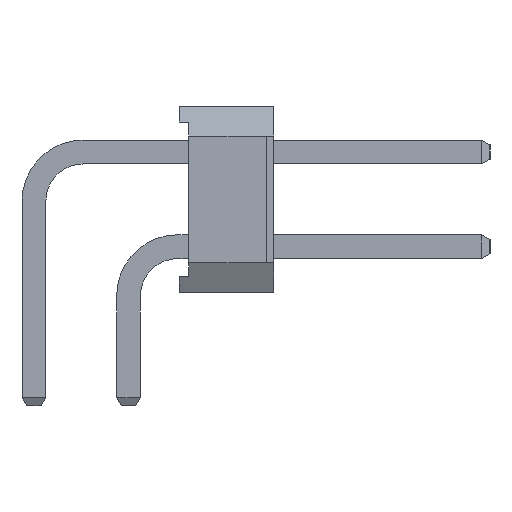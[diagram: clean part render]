
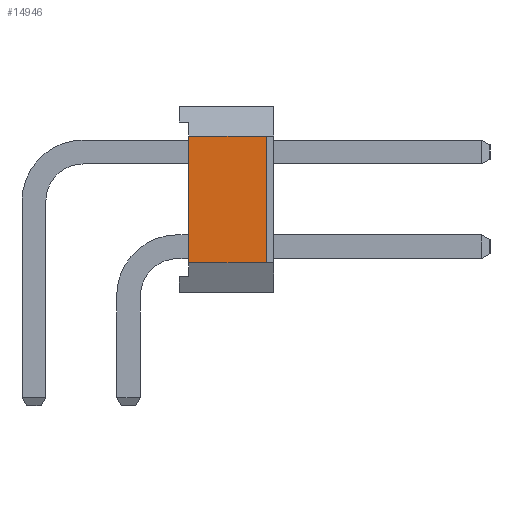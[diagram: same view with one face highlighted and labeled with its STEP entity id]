
A CAD part, left-side view. The second image highlights one B-rep face of the part: STEP entity #14946.
In plain terms, the highlighted planar face has unit normal (-1, 0, 0).
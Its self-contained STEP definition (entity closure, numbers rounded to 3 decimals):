
#880=FACE_OUTER_BOUND('',#1740,.T.);
#1740=EDGE_LOOP('',(#10192,#10193,#10194,#10195));
#2600=LINE('',#20666,#4576);
#2718=LINE('',#20924,#4694);
#2733=LINE('',#20950,#4709);
#2734=LINE('',#20952,#4710);
#4576=VECTOR('',#16754,3.4);
#4694=VECTOR('',#16988,3.4);
#4709=VECTOR('',#17013,2.09);
#4710=VECTOR('',#17016,2.09);
#6551=VERTEX_POINT('',#20663);
#6552=VERTEX_POINT('',#20665);
#6633=VERTEX_POINT('',#20922);
#6634=VERTEX_POINT('',#20923);
#7852=EDGE_CURVE('',#6552,#6551,#2600,.T.);
#7978=EDGE_CURVE('',#6633,#6634,#2718,.T.);
#7993=EDGE_CURVE('',#6551,#6634,#2733,.T.);
#7994=EDGE_CURVE('',#6552,#6633,#2734,.T.);
#10192=ORIENTED_EDGE('',*,*,#7852,.T.);
#10193=ORIENTED_EDGE('',*,*,#7993,.T.);
#10194=ORIENTED_EDGE('',*,*,#7978,.F.);
#10195=ORIENTED_EDGE('',*,*,#7994,.F.);
#14136=PLANE('',#15839);
#14946=ADVANCED_FACE('',(#880),#14136,.T.);
#15839=AXIS2_PLACEMENT_3D('',#20951,#17014,#17015);
#16754=DIRECTION('',(0.,0.,-1.));
#16988=DIRECTION('',(0.,0.,-1.));
#17013=DIRECTION('',(0.,-1.,0.));
#17014=DIRECTION('center_axis',(-1.,0.,0.));
#17015=DIRECTION('ref_axis',(0.,0.,-1.));
#17016=DIRECTION('',(0.,-1.,0.));
#20663=CARTESIAN_POINT('',(-1.27,-0.25,-1.7));
#20665=CARTESIAN_POINT('',(-1.27,-0.25,1.7));
#20666=CARTESIAN_POINT('',(-1.27,-0.25,1.7));
#20922=CARTESIAN_POINT('',(-1.27,-2.34,1.7));
#20923=CARTESIAN_POINT('',(-1.27,-2.34,-1.7));
#20924=CARTESIAN_POINT('',(-1.27,-2.34,1.7));
#20950=CARTESIAN_POINT('',(-1.27,-0.25,-1.7));
#20951=CARTESIAN_POINT('Origin',(-1.27,0.,1.7));
#20952=CARTESIAN_POINT('',(-1.27,-0.25,1.7));
